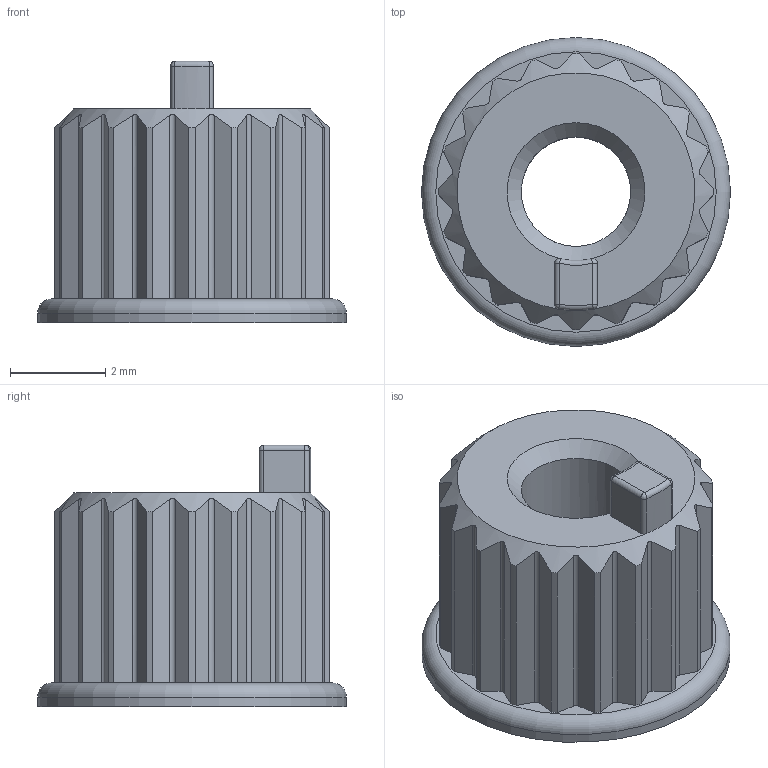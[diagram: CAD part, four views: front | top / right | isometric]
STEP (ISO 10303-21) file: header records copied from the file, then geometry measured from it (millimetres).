
FILE_DESCRIPTION(/* description */ (''),/* implementation_level */ '2;1');
FILE_NAME(/* name */ 'ASSY_GEAR-WHEEL___ipt_a123edfb.STEP',/* time_stamp */ '2022-06-02T14:50:07+03:00',/* author */ ('Sulieman DAHER'),/* organization */ (''),/* preprocessor_version */ 'ST-DEVELOPER v16.13',/* originating_system */ 'Autodesk Inventor 2018',/* authorisation */ '');
FILE_SCHEMA (('AUTOMOTIVE_DESIGN { 1 0 10303 214 3 1 1 }'));
Length unit declared in the file: millimetre
Products named in the file (1): ASSY_GEAR-WHEEL__
Bounding box: 6.5 x 6.5 x 5.5 mm (x, y, z)
Volume: 93.5 mm3; surface area: 181.8 mm2
Topology: 1 solids, 1 shells, 105 faces, 290 edges, 187 vertices
Faces by surface type: cylinder 50, plane 46, sphere 4, torus 3, cone 2
Full cylindrical faces by diameter (mm): 2.3 x1, 6.5 x1
Entity records: 3561 total; most frequent: CARTESIAN_POINT 914, ORIENTED_EDGE 566, DIRECTION 524, EDGE_CURVE 283, AXIS2_PLACEMENT_3D 195, VERTEX_POINT 185, LINE 134, VECTOR 134
